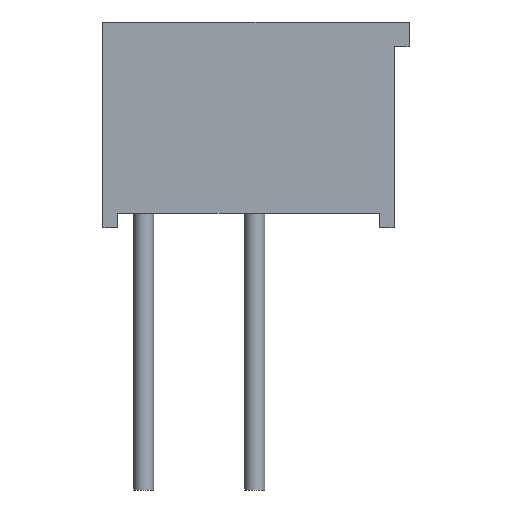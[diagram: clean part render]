
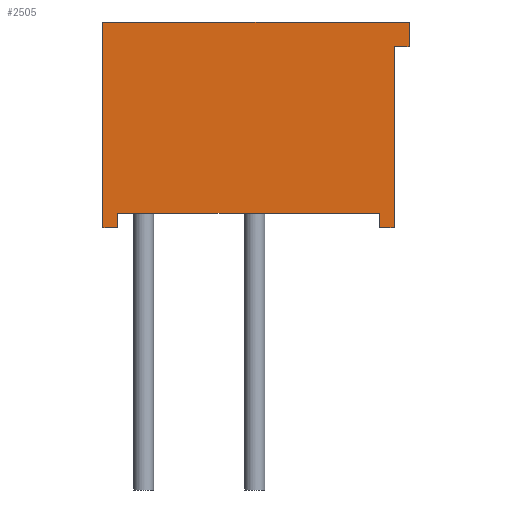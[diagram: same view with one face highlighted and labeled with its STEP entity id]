
A CAD part, left-side view. The second image highlights one B-rep face of the part: STEP entity #2505.
In plain terms, the highlighted planar face has unit normal (-1, 0, 0).
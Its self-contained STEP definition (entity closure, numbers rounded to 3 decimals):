
#148=PLANE('',#2685);
#274=FACE_OUTER_BOUND('',#405,.T.);
#405=EDGE_LOOP('',(#2301,#2302,#2303,#2304,#2305,#2306,#2307,#2308,#2309,
#2310));
#572=LINE('',#3653,#875);
#685=LINE('',#3929,#988);
#689=LINE('',#3937,#992);
#723=LINE('',#4004,#1026);
#739=LINE('',#4035,#1042);
#744=LINE('',#4045,#1047);
#752=LINE('',#4062,#1055);
#753=LINE('',#4063,#1056);
#754=LINE('',#4065,#1057);
#755=LINE('',#4066,#1058);
#875=VECTOR('',#2962,10.);
#988=VECTOR('',#3179,10.);
#992=VECTOR('',#3187,10.);
#1026=VECTOR('',#3243,10.);
#1042=VECTOR('',#3265,10.);
#1047=VECTOR('',#3274,10.);
#1055=VECTOR('',#3290,10.);
#1056=VECTOR('',#3291,10.);
#1057=VECTOR('',#3292,10.);
#1058=VECTOR('',#3293,10.);
#1188=VERTEX_POINT('',#3650);
#1189=VERTEX_POINT('',#3652);
#1253=VERTEX_POINT('',#3928);
#1255=VERTEX_POINT('',#3936);
#1276=VERTEX_POINT('',#4001);
#1277=VERTEX_POINT('',#4003);
#1289=VERTEX_POINT('',#4032);
#1292=VERTEX_POINT('',#4042);
#1297=VERTEX_POINT('',#4061);
#1298=VERTEX_POINT('',#4064);
#1447=EDGE_CURVE('',#1188,#1189,#572,.T.);
#1575=EDGE_CURVE('',#1253,#1189,#685,.T.);
#1579=EDGE_CURVE('',#1255,#1253,#689,.T.);
#1613=EDGE_CURVE('',#1277,#1276,#723,.T.);
#1629=EDGE_CURVE('',#1289,#1255,#739,.T.);
#1634=EDGE_CURVE('',#1292,#1277,#744,.T.);
#1642=EDGE_CURVE('',#1297,#1188,#752,.T.);
#1643=EDGE_CURVE('',#1292,#1297,#753,.T.);
#1644=EDGE_CURVE('',#1276,#1298,#754,.T.);
#1645=EDGE_CURVE('',#1289,#1298,#755,.T.);
#2301=ORIENTED_EDGE('',*,*,#1579,.T.);
#2302=ORIENTED_EDGE('',*,*,#1575,.T.);
#2303=ORIENTED_EDGE('',*,*,#1447,.F.);
#2304=ORIENTED_EDGE('',*,*,#1642,.F.);
#2305=ORIENTED_EDGE('',*,*,#1643,.F.);
#2306=ORIENTED_EDGE('',*,*,#1634,.T.);
#2307=ORIENTED_EDGE('',*,*,#1613,.T.);
#2308=ORIENTED_EDGE('',*,*,#1644,.T.);
#2309=ORIENTED_EDGE('',*,*,#1645,.F.);
#2310=ORIENTED_EDGE('',*,*,#1629,.T.);
#2505=ADVANCED_FACE('',(#274),#148,.T.);
#2685=AXIS2_PLACEMENT_3D('',#4060,#3288,#3289);
#2962=DIRECTION('',(0.,-1.,0.));
#3179=DIRECTION('',(0.,0.,1.));
#3187=DIRECTION('',(0.,-1.,0.));
#3243=DIRECTION('',(0.,-1.,0.));
#3265=DIRECTION('',(0.,0.,1.));
#3274=DIRECTION('',(0.,0.,1.));
#3288=DIRECTION('center_axis',(-1.,0.,0.));
#3289=DIRECTION('ref_axis',(0.,-1.,0.));
#3290=DIRECTION('',(0.,0.,1.));
#3291=DIRECTION('',(0.,1.,0.));
#3292=DIRECTION('',(0.,0.,-1.));
#3293=DIRECTION('',(0.,1.,0.));
#3650=CARTESIAN_POINT('',(-3.45,3.5,4.7));
#3652=CARTESIAN_POINT('',(-3.45,-3.5,4.7));
#3653=CARTESIAN_POINT('',(-3.45,-3.5,4.7));
#3928=CARTESIAN_POINT('',(-3.45,-3.5,4.13));
#3929=CARTESIAN_POINT('',(-3.45,-3.5,0.));
#3936=CARTESIAN_POINT('',(-3.45,-3.16,4.13));
#3937=CARTESIAN_POINT('',(-3.45,0.144,4.13));
#4001=CARTESIAN_POINT('',(-3.45,-2.82,0.33));
#4003=CARTESIAN_POINT('',(-3.45,3.16,0.33));
#4004=CARTESIAN_POINT('',(-3.45,1.75,0.33));
#4032=CARTESIAN_POINT('',(-3.45,-3.16,0.));
#4035=CARTESIAN_POINT('',(-3.45,-3.16,0.));
#4042=CARTESIAN_POINT('',(-3.45,3.16,0.));
#4045=CARTESIAN_POINT('',(-3.45,3.16,0.));
#4060=CARTESIAN_POINT('Origin',(-3.45,3.5,0.));
#4061=CARTESIAN_POINT('',(-3.45,3.5,0.));
#4062=CARTESIAN_POINT('',(-3.45,3.5,0.));
#4063=CARTESIAN_POINT('',(-3.45,-3.5,0.));
#4064=CARTESIAN_POINT('',(-3.45,-2.82,0.));
#4065=CARTESIAN_POINT('',(-3.45,-2.82,-0.55));
#4066=CARTESIAN_POINT('',(-3.45,-3.5,0.));
